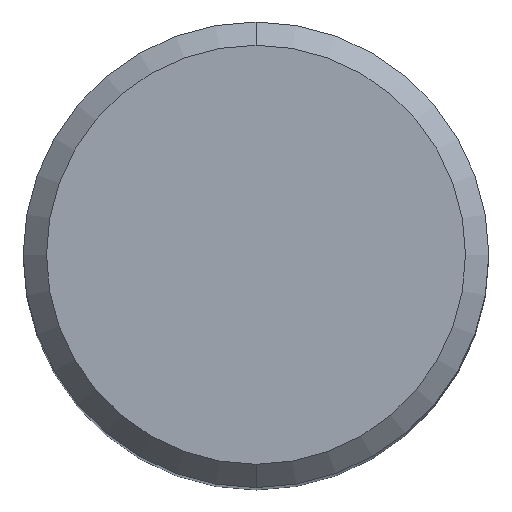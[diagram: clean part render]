
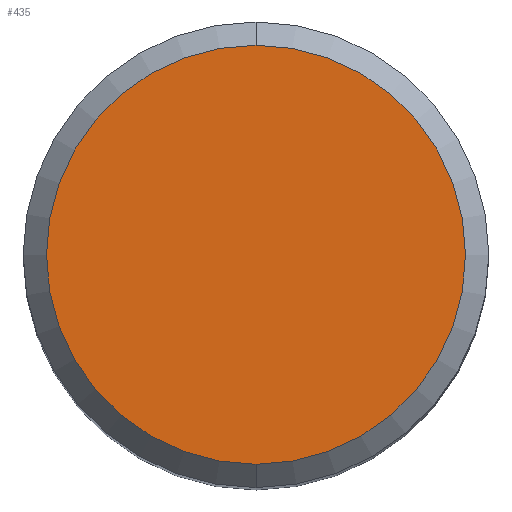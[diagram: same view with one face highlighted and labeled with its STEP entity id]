
A CAD part, top view. The second image highlights one B-rep face of the part: STEP entity #435.
In plain terms, the highlighted planar face has unit normal (0, 0, 1).
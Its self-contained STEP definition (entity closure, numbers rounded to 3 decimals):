
#193=VERTEX_POINT('',#501);
#279=VERTEX_POINT('',#594);
#331=EDGE_CURVE('',#279,#193,#653,.T.);
#421=EDGE_CURVE('',#193,#279,#755,.T.);
#435=ADVANCED_FACE('',(#770),#771,.T.);
#501=CARTESIAN_POINT('',(0.,-7.2,0.0));
#594=CARTESIAN_POINT('',(0.0,7.2,0.0));
#653=CIRCLE('',#1151,7.2);
#755=CIRCLE('',#1370,7.2);
#770=FACE_OUTER_BOUND('',#1424,.T.);
#771=PLANE('',#1425);
#1151=AXIS2_PLACEMENT_3D('',#1693,#1694,#1695);
#1370=AXIS2_PLACEMENT_3D('',#1830,#1831,#1832);
#1424=EDGE_LOOP('',(#1843,#1844));
#1425=AXIS2_PLACEMENT_3D('',#1845,#1846,#1847);
#1693=CARTESIAN_POINT('',(0.0,0.0,0.0));
#1694=DIRECTION('',(0.0,0.0,-1.0));
#1695=DIRECTION('',(0.0,1.0,0.0));
#1830=CARTESIAN_POINT('',(0.0,0.0,0.0));
#1831=DIRECTION('',(0.0,0.0,-1.0));
#1832=DIRECTION('',(0.0,1.0,0.0));
#1843=ORIENTED_EDGE('',*,*,#331,.F.);
#1844=ORIENTED_EDGE('',*,*,#421,.F.);
#1845=CARTESIAN_POINT('',(0.0,3.6,0.0));
#1846=DIRECTION('',(-0.0,0.0,1.0));
#1847=DIRECTION('',(0.0,-1.0,0.0));
